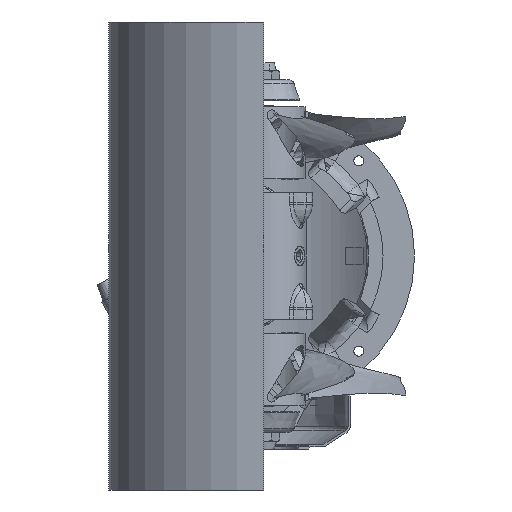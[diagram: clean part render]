
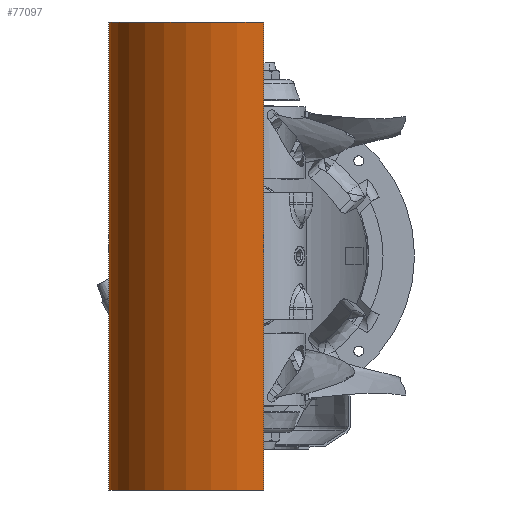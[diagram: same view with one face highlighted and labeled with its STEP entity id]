
A CAD part, front view. The second image highlights one B-rep face of the part: STEP entity #77097.
In plain terms, the highlighted cylindrical face has radius 132.5 mm (diameter 265 mm), a partial arc.
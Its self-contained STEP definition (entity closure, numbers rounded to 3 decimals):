
#76760=DIRECTION('',(0.,0.,1.));
#76761=VECTOR('',#76760,157.5);
#76762=CARTESIAN_POINT('',(0.,132.5,-200.));
#76763=LINE('',#76762,#76761);
#76772=DIRECTION('',(0.,0.,1.));
#76773=VECTOR('',#76772,8.5);
#76774=CARTESIAN_POINT('',(0.,132.5,-31.5));
#76775=LINE('',#76774,#76773);
#76788=DIRECTION('',(0.,0.,1.));
#76789=VECTOR('',#76788,400.);
#76790=CARTESIAN_POINT('',(0.,-132.5,-200.));
#76791=LINE('',#76790,#76789);
#76796=DIRECTION('',(0.,0.,1.));
#76797=VECTOR('',#76796,8.5);
#76798=CARTESIAN_POINT('',(0.,132.5,23.));
#76799=LINE('',#76798,#76797);
#76820=DIRECTION('',(0.,0.,1.));
#76821=VECTOR('',#76820,157.5);
#76822=CARTESIAN_POINT('',(0.,132.5,42.5));
#76823=LINE('',#76822,#76821);
#76824=CARTESIAN_POINT('',(0.,0.,-200.));
#76825=DIRECTION('',(0.,0.,-1.));
#76826=DIRECTION('',(0.,-1.,0.));
#76827=AXIS2_PLACEMENT_3D('',#76824,#76825,#76826);
#76829=CARTESIAN_POINT('',(0.,0.,200.));
#76830=DIRECTION('',(0.,0.,1.));
#76831=DIRECTION('',(0.,1.,0.));
#76832=AXIS2_PLACEMENT_3D('',#76829,#76830,#76831);
#76848=CARTESIAN_POINT('',(0.,132.5,-31.5));
#76849=CARTESIAN_POINT('',(-0.576,132.5,-31.5));
#76850=CARTESIAN_POINT('',(-1.728,132.492,
-31.683));
#76851=CARTESIAN_POINT('',(-3.288,132.462,
-32.478));
#76852=CARTESIAN_POINT('',(-4.526,132.424,
-33.716));
#76853=CARTESIAN_POINT('',(-5.319,132.393,
-35.277));
#76854=CARTESIAN_POINT('',(-5.591,132.382,
-37.006));
#76855=CARTESIAN_POINT('',(-5.316,132.394,
-38.731));
#76856=CARTESIAN_POINT('',(-4.522,132.424,
-40.289));
#76857=CARTESIAN_POINT('',(-3.284,132.462,
-41.525));
#76858=CARTESIAN_POINT('',(-1.726,132.492,
-42.318));
#76859=CARTESIAN_POINT('',(-0.575,132.5,-42.5));
#76860=CARTESIAN_POINT('',(0.,132.5,-42.5));
#76894=CARTESIAN_POINT('',(0.,132.5,42.5));
#76895=CARTESIAN_POINT('',(-0.576,132.5,42.5));
#76896=CARTESIAN_POINT('',(-1.728,132.492,
42.317));
#76897=CARTESIAN_POINT('',(-3.288,132.462,
41.522));
#76898=CARTESIAN_POINT('',(-4.526,132.424,
40.284));
#76899=CARTESIAN_POINT('',(-5.319,132.393,
38.723));
#76900=CARTESIAN_POINT('',(-5.591,132.382,
36.994));
#76901=CARTESIAN_POINT('',(-5.316,132.394,
35.269));
#76902=CARTESIAN_POINT('',(-4.522,132.424,
33.711));
#76903=CARTESIAN_POINT('',(-3.284,132.462,
32.475));
#76904=CARTESIAN_POINT('',(-1.726,132.492,
31.682));
#76905=CARTESIAN_POINT('',(-0.575,132.5,31.5));
#76906=CARTESIAN_POINT('',(0.,132.5,31.5));
#76926=CARTESIAN_POINT('',(0.,132.5,23.));
#76927=CARTESIAN_POINT('',(-1.707,132.5,23.));
#76928=CARTESIAN_POINT('',(-5.13,132.433,
22.618));
#76929=CARTESIAN_POINT('',(-10.026,132.148,
20.915));
#76930=CARTESIAN_POINT('',(-14.448,131.731,
18.148));
#76931=CARTESIAN_POINT('',(-18.144,131.265,
14.451));
#76932=CARTESIAN_POINT('',(-20.913,130.846,
10.031));
#76933=CARTESIAN_POINT('',(-22.617,130.557,
5.133));
#76934=CARTESIAN_POINT('',(-23.191,130.454,
0.007));
#76935=CARTESIAN_POINT('',(-22.619,130.556,
-5.123));
#76936=CARTESIAN_POINT('',(-20.917,130.845,
-10.022));
#76937=CARTESIAN_POINT('',(-18.15,131.265,
-14.445));
#76938=CARTESIAN_POINT('',(-14.451,131.731,
-18.145));
#76939=CARTESIAN_POINT('',(-10.029,132.148,
-20.914));
#76940=CARTESIAN_POINT('',(-5.132,132.433,
-22.618));
#76941=CARTESIAN_POINT('',(-1.708,132.5,-23.));
#76942=CARTESIAN_POINT('',(0.,132.5,-23.));
#76944=CARTESIAN_POINT('',(0.,132.5,-200.));
#76945=CARTESIAN_POINT('',(0.,132.5,-42.5));
#76946=VERTEX_POINT('',#76944);
#76947=VERTEX_POINT('',#76945);
#76948=CARTESIAN_POINT('',(0.,132.5,-31.5));
#76949=CARTESIAN_POINT('',(0.,132.5,-23.));
#76950=VERTEX_POINT('',#76948);
#76951=VERTEX_POINT('',#76949);
#76961=VERTEX_POINT('',#76926);
#76962=CARTESIAN_POINT('',(0.,-132.5,-200.));
#76963=CARTESIAN_POINT('',(0.,-132.5,200.));
#76964=VERTEX_POINT('',#76962);
#76965=VERTEX_POINT('',#76963);
#76966=CARTESIAN_POINT('',(0.,132.5,31.5));
#76967=VERTEX_POINT('',#76966);
#76974=CARTESIAN_POINT('',(0.,132.5,42.5));
#76976=VERTEX_POINT('',#76974);
#76978=CARTESIAN_POINT('',(0.,132.5,200.));
#76980=VERTEX_POINT('',#76978);
#77076=CARTESIAN_POINT('',(0.,0.,-200.));
#77077=DIRECTION('',(0.,0.,1.));
#77078=DIRECTION('',(-1.,0.,0.));
#77079=AXIS2_PLACEMENT_3D('',#77076,#77077,#77078);
#77080=CYLINDRICAL_SURFACE('',#77079,132.5);
#77081=ORIENTED_EDGE('',*,*,#76989,.T.);
#77082=ORIENTED_EDGE('',*,*,#77003,.T.);
#77084=ORIENTED_EDGE('',*,*,#77083,.F.);
#77085=ORIENTED_EDGE('',*,*,#77018,.T.);
#77087=ORIENTED_EDGE('',*,*,#77086,.F.);
#77088=ORIENTED_EDGE('',*,*,#77049,.T.);
#77090=ORIENTED_EDGE('',*,*,#77089,.F.);
#77091=ORIENTED_EDGE('',*,*,#77071,.T.);
#77093=ORIENTED_EDGE('',*,*,#77092,.T.);
#77094=ORIENTED_EDGE('',*,*,#77034,.F.);
#77095=EDGE_LOOP('',(#77081,#77082,#77084,#77085,#77087,#77088,#77090,#77091,
#77093,#77094));
#77096=FACE_OUTER_BOUND('',#77095,.F.);
#77097=ADVANCED_FACE('',(#77096),#77080,.T.);
#76828=CIRCLE('',#76827,132.5);
#76833=CIRCLE('',#76832,132.5);
#76861=B_SPLINE_CURVE_WITH_KNOTS('',3,(#76848,#76849,#76850,#76851,#76852,
#76853,#76854,#76855,#76856,#76857,#76858,#76859,#76860),.UNSPECIFIED.,.F.,.F.,(
4,1,1,1,1,1,1,1,1,1,4),(0.,0.1,0.2,0.3,0.4,0.5,0.6,0.7,0.8,
0.9,1.),.UNSPECIFIED.);
#76907=B_SPLINE_CURVE_WITH_KNOTS('',3,(#76894,#76895,#76896,#76897,#76898,
#76899,#76900,#76901,#76902,#76903,#76904,#76905,#76906),.UNSPECIFIED.,.F.,.F.,(
4,1,1,1,1,1,1,1,1,1,4),(0.,0.1,0.2,0.3,0.4,0.5,0.6,0.7,0.8,
0.9,1.),.UNSPECIFIED.);
#76943=B_SPLINE_CURVE_WITH_KNOTS('',3,(#76926,#76927,#76928,#76929,#76930,
#76931,#76932,#76933,#76934,#76935,#76936,#76937,#76938,#76939,#76940,#76941,
#76942),.UNSPECIFIED.,.F.,.F.,(4,1,1,1,1,1,1,1,1,1,1,1,1,1,4),(0.,
0.071,0.143,0.214,0.286,
0.357,0.429,0.5,0.571,0.643,
0.714,0.786,0.857,0.929,1.),
.UNSPECIFIED.);
#76989=EDGE_CURVE('',#76964,#76946,#76828,.T.);
#77003=EDGE_CURVE('',#76946,#76947,#76763,.T.);
#77018=EDGE_CURVE('',#76950,#76951,#76775,.T.);
#77034=EDGE_CURVE('',#76964,#76965,#76791,.T.);
#77049=EDGE_CURVE('',#76961,#76967,#76799,.T.);
#77071=EDGE_CURVE('',#76976,#76980,#76823,.T.);
#77083=EDGE_CURVE('',#76950,#76947,#76861,.T.);
#77086=EDGE_CURVE('',#76961,#76951,#76943,.T.);
#77089=EDGE_CURVE('',#76976,#76967,#76907,.T.);
#77092=EDGE_CURVE('',#76980,#76965,#76833,.T.);
